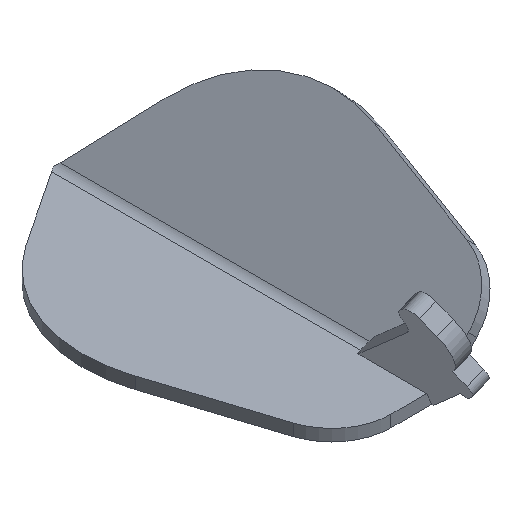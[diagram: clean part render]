
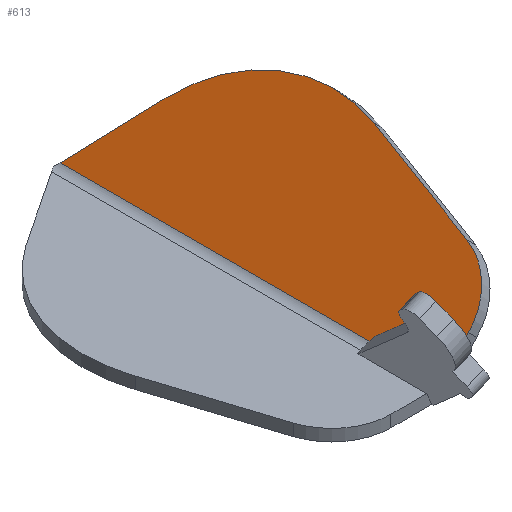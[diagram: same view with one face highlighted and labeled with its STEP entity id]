
A CAD part, isometric view. The second image highlights one B-rep face of the part: STEP entity #613.
In plain terms, the highlighted planar face has unit normal (-0.707, 0, 0.707).
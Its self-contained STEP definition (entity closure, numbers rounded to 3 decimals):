
#26=PLANE('',#679);
#52=FACE_OUTER_BOUND('',#83,.T.);
#83=EDGE_LOOP('',(#471,#472,#473,#474,#475,#476,#477,#478));
#110=LINE('',#903,#174);
#138=LINE('',#979,#202);
#139=LINE('',#981,#203);
#140=LINE('',#985,#204);
#141=LINE('',#989,#205);
#142=LINE('',#990,#206);
#174=VECTOR('',#727,10.);
#202=VECTOR('',#799,10.);
#203=VECTOR('',#800,10.);
#204=VECTOR('',#803,10.);
#205=VECTOR('',#806,10.);
#206=VECTOR('',#807,10.);
#240=CIRCLE('',#680,10.);
#241=CIRCLE('',#681,25.);
#256=VERTEX_POINT('',#900);
#257=VERTEX_POINT('',#902);
#283=VERTEX_POINT('',#978);
#284=VERTEX_POINT('',#980);
#285=VERTEX_POINT('',#982);
#286=VERTEX_POINT('',#984);
#287=VERTEX_POINT('',#986);
#288=VERTEX_POINT('',#988);
#314=EDGE_CURVE('',#257,#256,#110,.T.);
#352=EDGE_CURVE('',#283,#257,#138,.T.);
#353=EDGE_CURVE('',#284,#256,#139,.T.);
#354=EDGE_CURVE('',#285,#284,#240,.T.);
#355=EDGE_CURVE('',#286,#285,#140,.T.);
#356=EDGE_CURVE('',#287,#286,#241,.T.);
#357=EDGE_CURVE('',#288,#287,#141,.T.);
#358=EDGE_CURVE('',#283,#288,#142,.T.);
#471=ORIENTED_EDGE('',*,*,#352,.T.);
#472=ORIENTED_EDGE('',*,*,#314,.T.);
#473=ORIENTED_EDGE('',*,*,#353,.F.);
#474=ORIENTED_EDGE('',*,*,#354,.F.);
#475=ORIENTED_EDGE('',*,*,#355,.F.);
#476=ORIENTED_EDGE('',*,*,#356,.F.);
#477=ORIENTED_EDGE('',*,*,#357,.F.);
#478=ORIENTED_EDGE('',*,*,#358,.F.);
#613=ADVANCED_FACE('',(#52),#26,.F.);
#679=AXIS2_PLACEMENT_3D('',#977,#797,#798);
#680=AXIS2_PLACEMENT_3D('',#983,#801,#802);
#681=AXIS2_PLACEMENT_3D('',#987,#804,#805);
#727=DIRECTION('',(0.,-1.,0.));
#797=DIRECTION('center_axis',(0.707,0.,-0.707));
#798=DIRECTION('ref_axis',(-0.707,0.,-0.707));
#799=DIRECTION('',(0.66,-0.357,0.66));
#800=DIRECTION('',(-0.707,0.,-0.707));
#801=DIRECTION('center_axis',(0.707,0.,-0.707));
#802=DIRECTION('ref_axis',(0.416,-0.808,0.416));
#803=DIRECTION('',(-0.217,-0.952,-0.217));
#804=DIRECTION('center_axis',(0.707,0.,-0.707));
#805=DIRECTION('ref_axis',(0.,1.,0.));
#806=DIRECTION('',(0.589,-0.553,0.589));
#807=DIRECTION('',(0.,1.,0.));
#900=CARTESIAN_POINT('',(1.148,0.,1.148));
#902=CARTESIAN_POINT('',(1.148,11.673,1.148));
#903=CARTESIAN_POINT('',(1.148,17.786,1.148));
#977=CARTESIAN_POINT('Origin',(8.839,32.5,8.839));
#978=CARTESIAN_POINT('',(0.586,11.977,0.586));
#979=CARTESIAN_POINT('',(2.276,11.063,2.276));
#980=CARTESIAN_POINT('',(5.454,0.,5.454));
#981=CARTESIAN_POINT('',(10.607,0.,10.607));
#982=CARTESIAN_POINT('',(12.185,6.937,12.185));
#983=CARTESIAN_POINT('Origin',(5.454,10.,5.454));
#984=CARTESIAN_POINT('',(16.828,27.342,16.828));
#985=CARTESIAN_POINT('',(16.828,27.342,16.828));
#986=CARTESIAN_POINT('',(9.772,55.833,9.772));
#987=CARTESIAN_POINT('Origin',(0.,35.,0.));
#988=CARTESIAN_POINT('',(0.586,64.45,0.586));
#989=CARTESIAN_POINT('',(0.,65.,0.));
#990=CARTESIAN_POINT('',(0.586,32.5,0.586));
